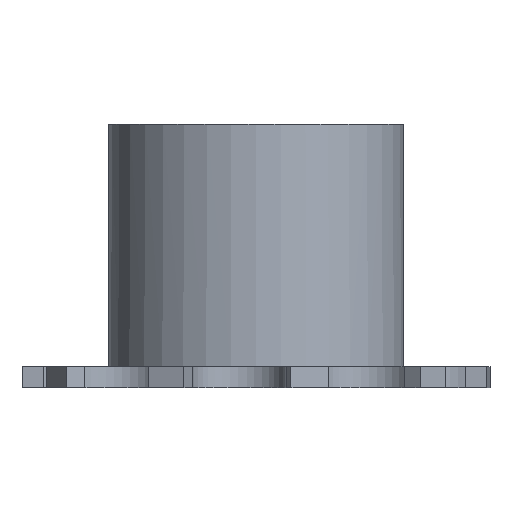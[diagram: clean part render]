
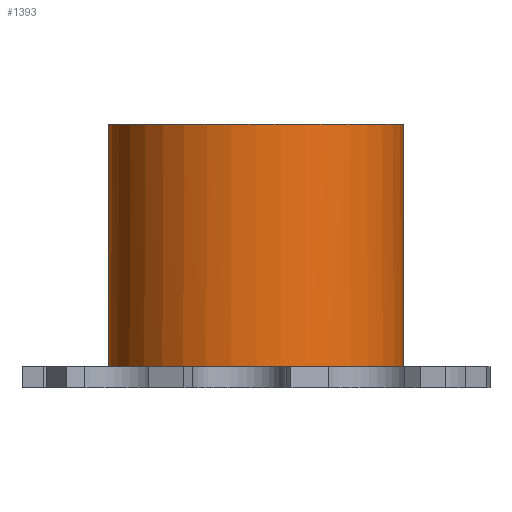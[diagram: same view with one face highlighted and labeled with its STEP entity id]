
A CAD part, left-side view. The second image highlights one B-rep face of the part: STEP entity #1393.
In plain terms, the highlighted cylindrical face has radius 14 mm (diameter 28 mm), a partial arc.
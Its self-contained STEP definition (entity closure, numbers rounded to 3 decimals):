
#141=FACE_OUTER_BOUND('',#217,.T.);
#217=EDGE_LOOP('',(#1275,#1276,#1277,#1278,#1279,#1280,#1281,#1282,#1283,
#1284));
#338=LINE('',#2275,#483);
#347=LINE('',#2304,#492);
#349=LINE('',#2310,#494);
#358=LINE('',#2328,#503);
#364=LINE('',#2340,#509);
#483=VECTOR('',#1868,10.);
#492=VECTOR('',#1895,10.);
#494=VECTOR('',#1899,10.);
#503=VECTOR('',#1914,10.);
#509=VECTOR('',#1930,10.);
#556=CIRCLE('',#1517,14.);
#560=CIRCLE('',#1531,14.);
#561=CIRCLE('',#1532,14.);
#562=CIRCLE('',#1535,14.);
#563=CIRCLE('',#1536,14.);
#674=VERTEX_POINT('',#2272);
#675=VERTEX_POINT('',#2274);
#676=VERTEX_POINT('',#2278);
#679=VERTEX_POINT('',#2288);
#684=VERTEX_POINT('',#2298);
#686=VERTEX_POINT('',#2302);
#687=VERTEX_POINT('',#2306);
#689=VERTEX_POINT('',#2309);
#694=VERTEX_POINT('',#2325);
#695=VERTEX_POINT('',#2327);
#861=EDGE_CURVE('',#675,#674,#338,.T.);
#864=EDGE_CURVE('',#674,#676,#556,.T.);
#875=EDGE_CURVE('',#686,#684,#347,.T.);
#877=EDGE_CURVE('',#689,#687,#349,.T.);
#886=EDGE_CURVE('',#695,#694,#358,.T.);
#891=EDGE_CURVE('',#679,#695,#560,.T.);
#892=EDGE_CURVE('',#686,#689,#561,.T.);
#894=EDGE_CURVE('',#676,#679,#364,.T.);
#895=EDGE_CURVE('',#675,#687,#562,.T.);
#896=EDGE_CURVE('',#684,#694,#563,.T.);
#1275=ORIENTED_EDGE('',*,*,#877,.T.);
#1276=ORIENTED_EDGE('',*,*,#895,.F.);
#1277=ORIENTED_EDGE('',*,*,#861,.T.);
#1278=ORIENTED_EDGE('',*,*,#864,.T.);
#1279=ORIENTED_EDGE('',*,*,#894,.T.);
#1280=ORIENTED_EDGE('',*,*,#891,.T.);
#1281=ORIENTED_EDGE('',*,*,#886,.T.);
#1282=ORIENTED_EDGE('',*,*,#896,.F.);
#1283=ORIENTED_EDGE('',*,*,#875,.F.);
#1284=ORIENTED_EDGE('',*,*,#892,.T.);
#1322=CYLINDRICAL_SURFACE('',#1534,14.);
#1393=ADVANCED_FACE('',(#141),#1322,.T.);
#1517=AXIS2_PLACEMENT_3D('',#2280,#1873,#1874);
#1531=AXIS2_PLACEMENT_3D('',#2336,#1923,#1924);
#1532=AXIS2_PLACEMENT_3D('',#2337,#1925,#1926);
#1534=AXIS2_PLACEMENT_3D('',#2341,#1931,#1932);
#1535=AXIS2_PLACEMENT_3D('',#2342,#1933,#1934);
#1536=AXIS2_PLACEMENT_3D('',#2343,#1935,#1936);
#1868=DIRECTION('',(0.,0.,-1.));
#1873=DIRECTION('center_axis',(0.,0.,1.));
#1874=DIRECTION('ref_axis',(-1.,0.,0.));
#1895=DIRECTION('',(0.,0.,1.));
#1899=DIRECTION('',(0.,0.,1.));
#1914=DIRECTION('',(0.,0.,1.));
#1923=DIRECTION('center_axis',(0.,0.,-1.));
#1924=DIRECTION('ref_axis',(-1.,0.,0.));
#1925=DIRECTION('center_axis',(0.,0.,-1.));
#1926=DIRECTION('ref_axis',(-1.,0.,0.));
#1930=DIRECTION('',(0.,0.,1.));
#1931=DIRECTION('center_axis',(0.,0.,1.));
#1932=DIRECTION('ref_axis',(-1.,0.,0.));
#1933=DIRECTION('center_axis',(0.,0.,1.));
#1934=DIRECTION('ref_axis',(-1.,0.,0.));
#1935=DIRECTION('center_axis',(0.,0.,1.));
#1936=DIRECTION('ref_axis',(-1.,0.,0.));
#2272=CARTESIAN_POINT('',(13.675,3.,2.));
#2274=CARTESIAN_POINT('',(13.675,3.,25.));
#2275=CARTESIAN_POINT('',(13.675,3.,2.));
#2278=CARTESIAN_POINT('',(13.675,-3.,2.));
#2280=CARTESIAN_POINT('Origin',(0.,0.,2.));
#2288=CARTESIAN_POINT('',(13.675,-3.,6.));
#2298=CARTESIAN_POINT('',(8.33,11.252,25.));
#2302=CARTESIAN_POINT('',(8.33,11.252,6.));
#2304=CARTESIAN_POINT('',(8.33,11.252,2.));
#2306=CARTESIAN_POINT('',(13.667,3.035,25.));
#2309=CARTESIAN_POINT('',(13.667,3.035,6.));
#2310=CARTESIAN_POINT('',(13.667,3.035,2.));
#2325=CARTESIAN_POINT('',(8.376,-11.218,25.));
#2327=CARTESIAN_POINT('',(8.376,-11.218,6.));
#2328=CARTESIAN_POINT('',(8.376,-11.218,2.));
#2336=CARTESIAN_POINT('Origin',(0.,0.,6.));
#2337=CARTESIAN_POINT('Origin',(0.,0.,6.));
#2340=CARTESIAN_POINT('',(13.675,-3.,2.));
#2341=CARTESIAN_POINT('Origin',(0.,0.,2.));
#2342=CARTESIAN_POINT('Origin',(0.,0.,25.));
#2343=CARTESIAN_POINT('Origin',(0.,0.,25.));
